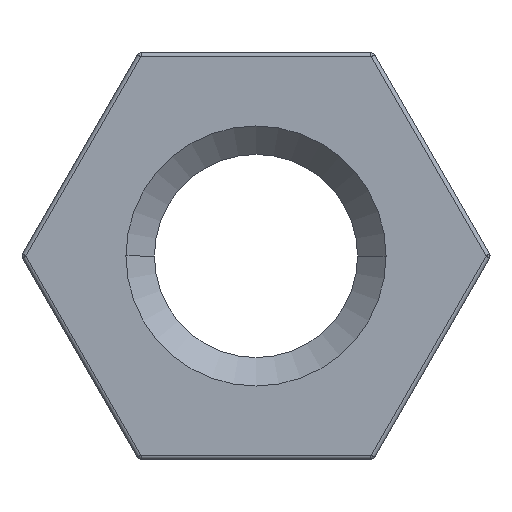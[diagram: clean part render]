
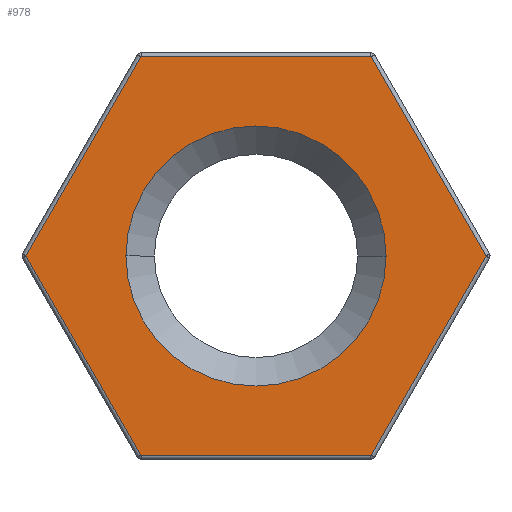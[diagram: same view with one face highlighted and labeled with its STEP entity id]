
A CAD part, left-side view. The second image highlights one B-rep face of the part: STEP entity #978.
In plain terms, the highlighted planar face has unit normal (-1, 0, 0).
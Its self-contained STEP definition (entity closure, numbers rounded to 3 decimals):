
#34 = AXIS2_PLACEMENT_3D ( 'NONE', #185, #1009, #342 ) ;
#82 = EDGE_CURVE ( 'NONE', #469, #483, #410, .T. ) ;
#84 = VECTOR ( 'NONE', #899, 1000. ) ;
#101 = DIRECTION ( 'NONE',  ( 0., -1., 0. ) ) ;
#107 = LINE ( 'NONE', #148, #84 ) ;
#118 = CARTESIAN_POINT ( 'NONE',  ( 0., 0., 0. ) ) ;
#126 = EDGE_CURVE ( 'NONE', #654, #663, #344, .T. ) ;
#127 = VECTOR ( 'NONE', #1164, 1000. ) ;
#140 = LINE ( 'NONE', #1110, #127 ) ;
#147 = VECTOR ( 'NONE', #541, 1000. ) ;
#148 = CARTESIAN_POINT ( 'NONE',  ( 0., -4.244, -2.45 ) ) ;
#161 = LINE ( 'NONE', #422, #147 ) ;
#162 = VERTEX_POINT ( 'NONE', #1081 ) ;
#185 = CARTESIAN_POINT ( 'NONE',  ( 0., 0., 0. ) ) ;
#203 = CIRCLE ( 'NONE', #1123, 3.2 ) ;
#207 = EDGE_CURVE ( 'NONE', #162, #654, #240, .T. ) ;
#209 = EDGE_CURVE ( 'NONE', #951, #714, #235, .T. ) ;
#214 = CARTESIAN_POINT ( 'NONE',  ( 0., -3.2, 0. ) ) ;
#220 = EDGE_CURVE ( 'NONE', #483, #469, #203, .T. ) ;
#228 = VECTOR ( 'NONE', #101, 1000. ) ;
#233 = VECTOR ( 'NONE', #741, 1000. ) ;
#235 = LINE ( 'NONE', #1257, #228 ) ;
#240 = LINE ( 'NONE', #625, #233 ) ;
#249 = EDGE_CURVE ( 'NONE', #555, #951, #161, .T. ) ;
#261 = EDGE_CURVE ( 'NONE', #663, #555, #140, .T. ) ;
#274 = EDGE_CURVE ( 'NONE', #714, #162, #107, .T. ) ;
#282 = FACE_BOUND ( 'NONE', #913, .T. ) ;
#301 = DIRECTION ( 'NONE',  ( 0., 1., 0. ) ) ;
#340 = VECTOR ( 'NONE', #1186, 1000. ) ;
#342 = DIRECTION ( 'NONE',  ( 0., 1., 0. ) ) ;
#344 = LINE ( 'NONE', #1134, #340 ) ;
#376 = CARTESIAN_POINT ( 'NONE',  ( 0., -2.829, 4.9 ) ) ;
#404 = DIRECTION ( 'NONE',  ( 1., 0., 0. ) ) ;
#410 = CIRCLE ( 'NONE', #34, 3.2 ) ;
#422 = CARTESIAN_POINT ( 'NONE',  ( 0., 4.244, -2.45 ) ) ;
#469 = VERTEX_POINT ( 'NONE', #214 ) ;
#483 = VERTEX_POINT ( 'NONE', #1239 ) ;
#541 = DIRECTION ( 'NONE',  ( 0., -0.5, -0.866 ) ) ;
#555 = VERTEX_POINT ( 'NONE', #1021 ) ;
#578 = ORIENTED_EDGE ( 'NONE', *, *, #249, .T. ) ;
#599 = CARTESIAN_POINT ( 'NONE',  ( 0., 2.829, 4.9 ) ) ;
#625 = CARTESIAN_POINT ( 'NONE',  ( 0., -4.244, 2.45 ) ) ;
#654 = VERTEX_POINT ( 'NONE', #376 ) ;
#663 = VERTEX_POINT ( 'NONE', #599 ) ;
#714 = VERTEX_POINT ( 'NONE', #1139 ) ;
#741 = DIRECTION ( 'NONE',  ( 0., 0.5, 0.866 ) ) ;
#743 = CARTESIAN_POINT ( 'NONE',  ( 0., 0., 0. ) ) ;
#866 = DIRECTION ( 'NONE',  ( 0., 1., 0. ) ) ;
#869 = ORIENTED_EDGE ( 'NONE', *, *, #207, .T. ) ;
#874 = ORIENTED_EDGE ( 'NONE', *, *, #261, .T. ) ;
#881 = ORIENTED_EDGE ( 'NONE', *, *, #209, .T. ) ;
#883 = ORIENTED_EDGE ( 'NONE', *, *, #274, .T. ) ;
#887 = ORIENTED_EDGE ( 'NONE', *, *, #220, .T. ) ;
#893 = ORIENTED_EDGE ( 'NONE', *, *, #82, .T. ) ;
#899 = DIRECTION ( 'NONE',  ( 0., -0.5, 0.866 ) ) ;
#902 = ORIENTED_EDGE ( 'NONE', *, *, #126, .T. ) ;
#906 = EDGE_LOOP ( 'NONE', ( #869, #902, #874, #578, #881, #883 ) ) ;
#913 = EDGE_LOOP ( 'NONE', ( #887, #893 ) ) ;
#951 = VERTEX_POINT ( 'NONE', #1256 ) ;
#978 = ADVANCED_FACE ( 'NONE', ( #1058, #282 ), #1097, .F. ) ;
#983 = DIRECTION ( 'NONE',  ( 1., 0., 0. ) ) ;
#1009 = DIRECTION ( 'NONE',  ( 1., 0., 0. ) ) ;
#1021 = CARTESIAN_POINT ( 'NONE',  ( 0., 5.658, 0. ) ) ;
#1058 = FACE_OUTER_BOUND ( 'NONE', #906, .T. ) ;
#1080 = AXIS2_PLACEMENT_3D ( 'NONE', #743, #404, #866 ) ;
#1081 = CARTESIAN_POINT ( 'NONE',  ( 0., -5.658, 0. ) ) ;
#1097 = PLANE ( 'NONE',  #1080 ) ;
#1110 = CARTESIAN_POINT ( 'NONE',  ( 0., 4.244, 2.45 ) ) ;
#1123 = AXIS2_PLACEMENT_3D ( 'NONE', #118, #983, #301 ) ;
#1134 = CARTESIAN_POINT ( 'NONE',  ( 0., 0., 4.9 ) ) ;
#1139 = CARTESIAN_POINT ( 'NONE',  ( 0., -2.829, -4.9 ) ) ;
#1164 = DIRECTION ( 'NONE',  ( 0., 0.5, -0.866 ) ) ;
#1186 = DIRECTION ( 'NONE',  ( 0., 1., 0. ) ) ;
#1239 = CARTESIAN_POINT ( 'NONE',  ( 0., 3.2, 0. ) ) ;
#1256 = CARTESIAN_POINT ( 'NONE',  ( 0., 2.829, -4.9 ) ) ;
#1257 = CARTESIAN_POINT ( 'NONE',  ( 0., 0., -4.9 ) ) ;
